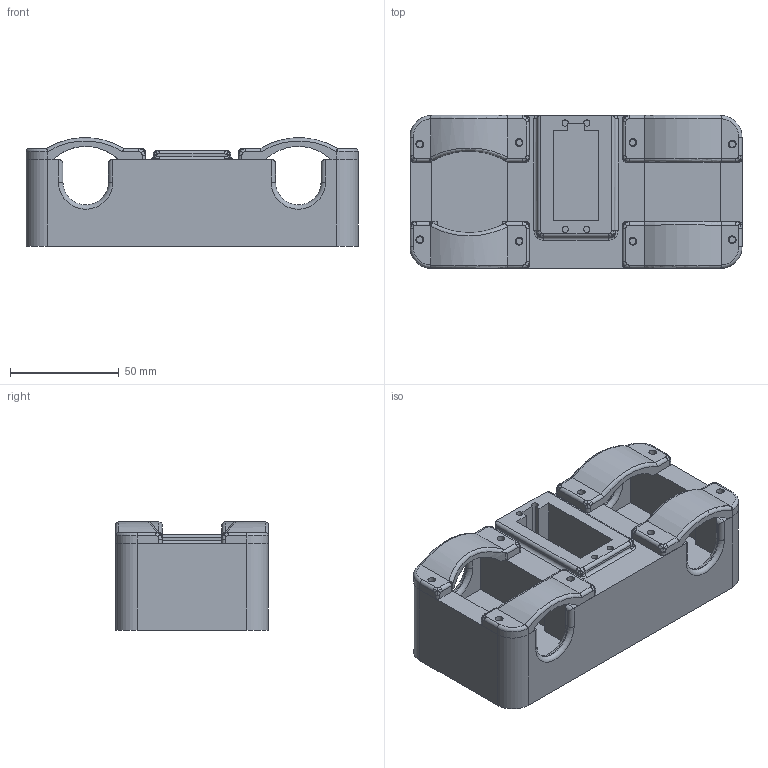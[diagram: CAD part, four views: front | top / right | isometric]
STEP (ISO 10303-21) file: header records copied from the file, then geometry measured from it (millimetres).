
FILE_DESCRIPTION(/* description */ (''),/* implementation_level */ '2;1');
FILE_NAME(/* name */ 'Base v20.step',/* time_stamp */ '2022-04-12T15:41:38+02:00',/* author */ (''),/* organization */ (''),/* preprocessor_version */ 'ST-DEVELOPER v18.1',/* originating_system */ 'Autodesk Translation Framework v10.14.0.1471',/* authorisation */ '');
FILE_SCHEMA (('AUTOMOTIVE_DESIGN { 1 0 10303 214 3 1 1 }'));
Length unit declared in the file: millimetre
Products named in the file (1): Base
Bounding box: 153 x 70.5 x 49.95 mm (x, y, z)
Volume: 317786.3 mm3; surface area: 64465.9 mm2
Topology: 5 solids, 5 shells, 346 faces, 858 edges, 536 vertices
Faces by surface type: cylinder 116, bspline 102, plane 100, torus 26, sphere 2
Full cylindrical faces by diameter (mm): 2.9 x10, 3.5 x8, 4 x4
Entity records: 15614 total; most frequent: CARTESIAN_POINT 7657, ORIENTED_EDGE 1716, DIRECTION 1558, EDGE_CURVE 858, AXIS2_PLACEMENT_3D 613, VERTEX_POINT 536, EDGE_LOOP 378, CIRCLE 348
